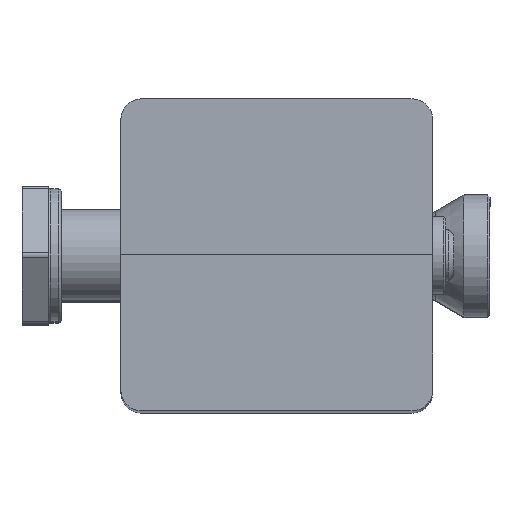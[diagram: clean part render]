
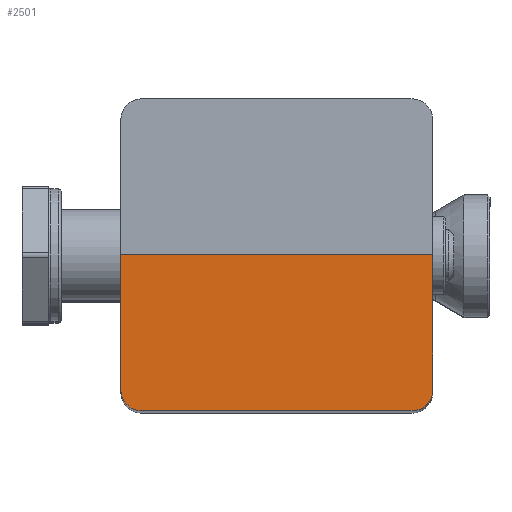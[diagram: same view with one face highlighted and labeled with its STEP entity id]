
A CAD part, top view. The second image highlights one B-rep face of the part: STEP entity #2501.
In plain terms, the highlighted planar face has unit normal (0, 0, 1).
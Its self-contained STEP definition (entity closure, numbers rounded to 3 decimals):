
#120=LINE('',#3969,#298);
#125=LINE('',#3983,#303);
#164=LINE('',#4091,#342);
#168=LINE('',#4099,#346);
#298=VECTOR('',#3213,120.);
#303=VECTOR('',#3228,52.);
#342=VECTOR('',#3339,104.);
#346=VECTOR('',#3349,52.);
#500=PLANE('',#2760);
#765=FACE_OUTER_BOUND('',#986,.T.);
#986=EDGE_LOOP('',(#2093,#2094,#2095,#2096,#2097,#2098));
#1145=CIRCLE('',#2754,8.);
#1146=CIRCLE('',#2757,8.);
#1293=VERTEX_POINT('',#3966);
#1294=VERTEX_POINT('',#3968);
#1298=VERTEX_POINT('',#3982);
#1330=VERTEX_POINT('',#4086);
#1331=VERTEX_POINT('',#4090);
#1332=VERTEX_POINT('',#4094);
#1538=EDGE_CURVE('',#1294,#1293,#120,.T.);
#1545=EDGE_CURVE('',#1298,#1294,#125,.T.);
#1597=EDGE_CURVE('',#1330,#1298,#1145,.T.);
#1599=EDGE_CURVE('',#1331,#1330,#164,.T.);
#1601=EDGE_CURVE('',#1332,#1331,#1146,.T.);
#1604=EDGE_CURVE('',#1293,#1332,#168,.T.);
#2093=ORIENTED_EDGE('',*,*,#1538,.T.);
#2094=ORIENTED_EDGE('',*,*,#1604,.T.);
#2095=ORIENTED_EDGE('',*,*,#1601,.T.);
#2096=ORIENTED_EDGE('',*,*,#1599,.T.);
#2097=ORIENTED_EDGE('',*,*,#1597,.T.);
#2098=ORIENTED_EDGE('',*,*,#1545,.T.);
#2501=ADVANCED_FACE('',(#765),#500,.T.);
#2754=AXIS2_PLACEMENT_3D('',#4087,#3334,#3335);
#2757=AXIS2_PLACEMENT_3D('',#4095,#3343,#3344);
#2760=AXIS2_PLACEMENT_3D('',#4101,#3352,#3353);
#3213=DIRECTION('',(-1.,0.,0.));
#3228=DIRECTION('',(0.,1.,0.));
#3334=DIRECTION('center_axis',(0.,0.,1.));
#3335=DIRECTION('ref_axis',(0.,1.,0.));
#3339=DIRECTION('',(1.,0.,0.));
#3343=DIRECTION('center_axis',(0.,0.,1.));
#3344=DIRECTION('ref_axis',(1.,0.,0.));
#3349=DIRECTION('',(0.,-1.,0.));
#3352=DIRECTION('center_axis',(0.,0.,1.));
#3353=DIRECTION('ref_axis',(1.,0.,0.));
#3966=CARTESIAN_POINT('',(-60.,0.,252.5));
#3968=CARTESIAN_POINT('',(60.,0.,252.5));
#3969=CARTESIAN_POINT('',(-60.,0.,252.5));
#3982=CARTESIAN_POINT('',(60.,-52.,252.5));
#3983=CARTESIAN_POINT('',(60.,0.,252.5));
#4086=CARTESIAN_POINT('',(52.,-60.,252.5));
#4087=CARTESIAN_POINT('Origin',(52.,-52.,252.5));
#4090=CARTESIAN_POINT('',(-52.,-60.,252.5));
#4091=CARTESIAN_POINT('',(52.,-60.,252.5));
#4094=CARTESIAN_POINT('',(-60.,-52.,252.5));
#4095=CARTESIAN_POINT('Origin',(-52.,-52.,252.5));
#4099=CARTESIAN_POINT('',(-60.,-52.,252.5));
#4101=CARTESIAN_POINT('Origin',(0.,-28.889,
252.5));
